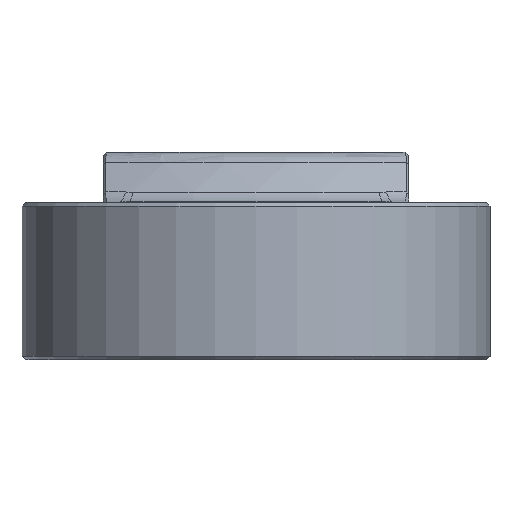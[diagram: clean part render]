
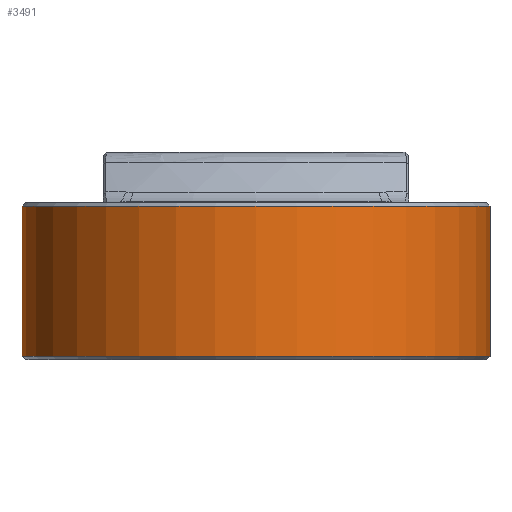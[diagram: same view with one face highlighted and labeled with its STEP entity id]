
A CAD part, front view. The second image highlights one B-rep face of the part: STEP entity #3491.
In plain terms, the highlighted cylindrical face has radius 65 mm (diameter 130 mm), a partial arc.
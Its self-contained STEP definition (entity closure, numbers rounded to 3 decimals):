
#484 = DIRECTION ( 'NONE',  ( 1., 0., 0. ) ) ;
#1121 = CARTESIAN_POINT ( 'NONE',  ( 65., -250., -3.5 ) ) ;
#1484 = DIRECTION ( 'NONE',  ( 0., 0., 1. ) ) ;
#1802 = DIRECTION ( 'NONE',  ( 0., 0., 1. ) ) ;
#2078 = EDGE_CURVE ( 'NONE', #5207, #3548, #3770, .T. ) ;
#2160 = FACE_OUTER_BOUND ( 'NONE', #12688, .T. ) ;
#2247 = DIRECTION ( 'NONE',  ( 1., 0., 0. ) ) ;
#2885 = ORIENTED_EDGE ( 'NONE', *, *, #15973, .T. ) ;
#2989 = LINE ( 'NONE', #7461, #8029 ) ;
#3491 = ADVANCED_FACE ( 'NONE', ( #2160 ), #12365, .T. ) ;
#3548 = VERTEX_POINT ( 'NONE', #7962 ) ;
#3770 = CIRCLE ( 'NONE', #4680, 65. ) ;
#4271 = AXIS2_PLACEMENT_3D ( 'NONE', #6493, #18178, #18366 ) ;
#4680 = AXIS2_PLACEMENT_3D ( 'NONE', #6356, #1802, #484 ) ;
#4980 = CARTESIAN_POINT ( 'NONE',  ( -65., -250., 4.5 ) ) ;
#5207 = VERTEX_POINT ( 'NONE', #7235 ) ;
#6356 = CARTESIAN_POINT ( 'NONE',  ( 0., -250., -37.2 ) ) ;
#6493 = CARTESIAN_POINT ( 'NONE',  ( 0., -250., 4.5 ) ) ;
#7235 = CARTESIAN_POINT ( 'NONE',  ( -65., -250., -37.2 ) ) ;
#7461 = CARTESIAN_POINT ( 'NONE',  ( -65., -250., -3.5 ) ) ;
#7892 = ORIENTED_EDGE ( 'NONE', *, *, #2078, .T. ) ;
#7962 = CARTESIAN_POINT ( 'NONE',  ( 65., -250., -37.2 ) ) ;
#8029 = VECTOR ( 'NONE', #8790, 1000. ) ;
#8761 = EDGE_CURVE ( 'NONE', #5207, #17294, #2989, .T. ) ;
#8790 = DIRECTION ( 'NONE',  ( 0., 0., 1. ) ) ;
#10861 = VECTOR ( 'NONE', #1484, 1000. ) ;
#11413 = LINE ( 'NONE', #1121, #10861 ) ;
#12038 = AXIS2_PLACEMENT_3D ( 'NONE', #16961, #15431, #2247 ) ;
#12160 = EDGE_CURVE ( 'NONE', #3548, #16042, #11413, .T. ) ;
#12365 = CYLINDRICAL_SURFACE ( 'NONE', #12038, 65. ) ;
#12688 = EDGE_LOOP ( 'NONE', ( #16135, #7892, #15641, #2885 ) ) ;
#14151 = CARTESIAN_POINT ( 'NONE',  ( 65., -250., 4.5 ) ) ;
#14942 = CIRCLE ( 'NONE', #4271, 65. ) ;
#15431 = DIRECTION ( 'NONE',  ( 0., 0., 1. ) ) ;
#15641 = ORIENTED_EDGE ( 'NONE', *, *, #12160, .T. ) ;
#15973 = EDGE_CURVE ( 'NONE', #16042, #17294, #14942, .T. ) ;
#16042 = VERTEX_POINT ( 'NONE', #14151 ) ;
#16135 = ORIENTED_EDGE ( 'NONE', *, *, #8761, .F. ) ;
#16961 = CARTESIAN_POINT ( 'NONE',  ( 0., -250., -3.5 ) ) ;
#17294 = VERTEX_POINT ( 'NONE', #4980 ) ;
#18178 = DIRECTION ( 'NONE',  ( 0., 0., -1. ) ) ;
#18366 = DIRECTION ( 'NONE',  ( 1., 0., 0. ) ) ;
